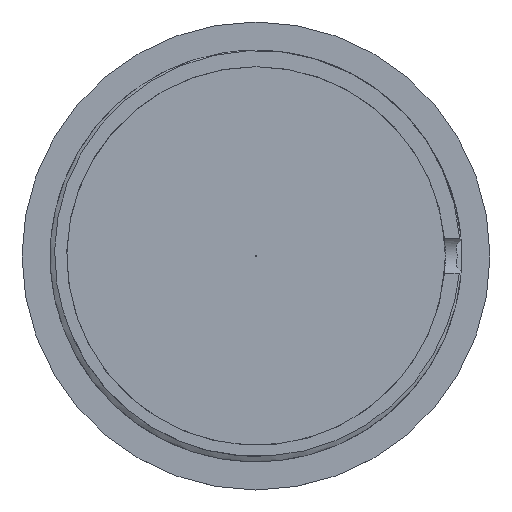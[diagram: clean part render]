
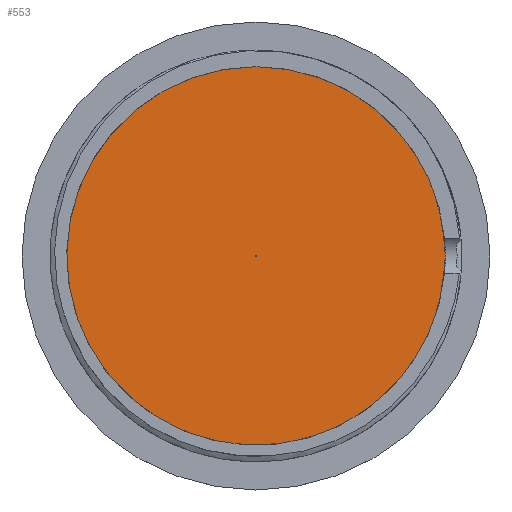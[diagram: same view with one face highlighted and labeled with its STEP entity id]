
A CAD part, top view. The second image highlights one B-rep face of the part: STEP entity #553.
In plain terms, the highlighted planar face has unit normal (0, 0, 1).
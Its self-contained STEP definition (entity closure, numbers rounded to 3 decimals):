
#21=FACE_BOUND('',#106,.T.);
#44=PLANE('',#607);
#73=FACE_OUTER_BOUND('',#105,.T.);
#105=EDGE_LOOP('',(#506));
#106=EDGE_LOOP('',(#507,#508));
#119=CIRCLE('',#601,10.085);
#122=CIRCLE('',#608,0.001);
#123=CIRCLE('',#609,0.001);
#265=VERTEX_POINT('',#2005);
#267=VERTEX_POINT('',#2016);
#268=VERTEX_POINT('',#2017);
#344=EDGE_CURVE('',#265,#265,#119,.T.);
#348=EDGE_CURVE('',#267,#268,#122,.T.);
#349=EDGE_CURVE('',#268,#267,#123,.T.);
#506=ORIENTED_EDGE('',*,*,#344,.T.);
#507=ORIENTED_EDGE('',*,*,#348,.F.);
#508=ORIENTED_EDGE('',*,*,#349,.F.);
#553=ADVANCED_FACE('',(#73,#21),#44,.T.);
#601=AXIS2_PLACEMENT_3D('',#2007,#706,#707);
#607=AXIS2_PLACEMENT_3D('',#2015,#719,#720);
#608=AXIS2_PLACEMENT_3D('',#2018,#721,#722);
#609=AXIS2_PLACEMENT_3D('',#2019,#723,#724);
#706=DIRECTION('center_axis',(0.,0.,1.));
#707=DIRECTION('ref_axis',(0.,-1.,0.));
#719=DIRECTION('center_axis',(0.,0.,1.));
#720=DIRECTION('ref_axis',(1.,0.,0.));
#721=DIRECTION('center_axis',(0.,0.,1.));
#722=DIRECTION('ref_axis',(1.,0.,0.));
#723=DIRECTION('center_axis',(0.,0.,1.));
#724=DIRECTION('ref_axis',(1.,0.,0.));
#2005=CARTESIAN_POINT('',(0.,10.085,-4.404));
#2007=CARTESIAN_POINT('Origin',(0.,0.,-4.404));
#2015=CARTESIAN_POINT('Origin',(0.,-0.001,-4.404));
#2016=CARTESIAN_POINT('',(0.,-0.001,-4.404));
#2017=CARTESIAN_POINT('',(0.,0.001,-4.404));
#2018=CARTESIAN_POINT('Origin',(0.,0.,-4.404));
#2019=CARTESIAN_POINT('Origin',(0.,0.,-4.404));
